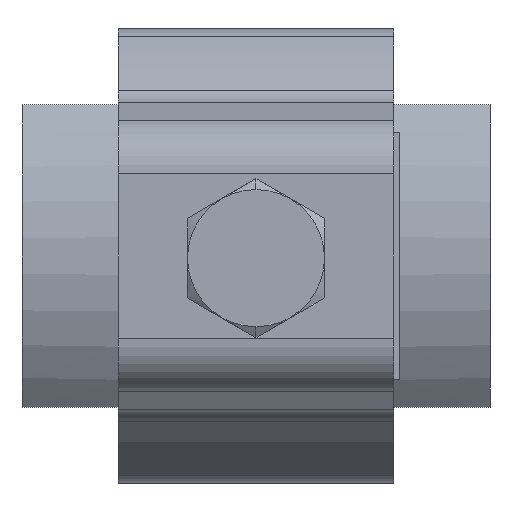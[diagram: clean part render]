
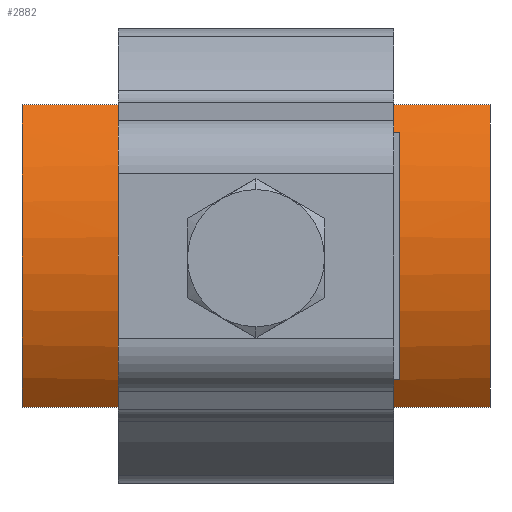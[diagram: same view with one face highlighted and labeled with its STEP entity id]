
A CAD part, front view. The second image highlights one B-rep face of the part: STEP entity #2882.
In plain terms, the highlighted cylindrical face has radius 17 mm (diameter 34 mm), a partial arc.
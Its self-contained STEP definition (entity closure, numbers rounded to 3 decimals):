
#2689=CARTESIAN_POINT('',(16.,-15.,-17.));
#2690=DIRECTION('',(0.,0.,1.));
#2691=DIRECTION('',(0.647,0.762,0.));
#2692=AXIS2_PLACEMENT_3D('',#2689,#2690,#2691);
#2702=DIRECTION('',(0.,0.,1.));
#2703=VECTOR('',#2702,34.);
#2704=CARTESIAN_POINT('',(5.,-2.039,-17.));
#2705=LINE('',#2704,#2703);
#2706=DIRECTION('',(0.,0.,1.));
#2707=VECTOR('',#2706,34.);
#2708=CARTESIAN_POINT('',(27.,-2.039,-17.));
#2709=LINE('',#2708,#2707);
#2710=CARTESIAN_POINT('',(16.,-15.,10.39));
#2711=DIRECTION('',(0.,0.,1.));
#2712=DIRECTION('',(0.529,0.848,0.));
#2713=AXIS2_PLACEMENT_3D('',#2710,#2711,#2712);
#2715=DIRECTION('',(0.,0.,1.));
#2716=VECTOR('',#2715,20.);
#2717=CARTESIAN_POINT('',(25.,-0.578,-9.61));
#2718=LINE('',#2717,#2716);
#2719=CARTESIAN_POINT('',(16.,-15.,-9.61));
#2720=DIRECTION('',(0.,0.,1.));
#2721=DIRECTION('',(0.529,0.848,0.));
#2722=AXIS2_PLACEMENT_3D('',#2719,#2720,#2721);
#2724=DIRECTION('',(0.,0.,1.));
#2725=VECTOR('',#2724,20.);
#2726=CARTESIAN_POINT('',(7.,-0.578,-9.61));
#2727=LINE('',#2726,#2725);
#2741=CARTESIAN_POINT('',(16.,-15.,17.));
#2742=DIRECTION('',(0.,0.,1.));
#2743=DIRECTION('',(0.647,0.762,0.));
#2744=AXIS2_PLACEMENT_3D('',#2741,#2742,#2743);
#2786=CARTESIAN_POINT('',(27.,-2.039,-17.));
#2787=VERTEX_POINT('',#2786);
#2788=CARTESIAN_POINT('',(5.,-2.039,-17.));
#2789=VERTEX_POINT('',#2788);
#2794=CARTESIAN_POINT('',(27.,-2.039,17.));
#2795=VERTEX_POINT('',#2794);
#2796=CARTESIAN_POINT('',(5.,-2.039,17.));
#2797=VERTEX_POINT('',#2796);
#2806=CARTESIAN_POINT('',(25.,-0.578,10.39));
#2807=CARTESIAN_POINT('',(7.,-0.578,10.39));
#2808=VERTEX_POINT('',#2806);
#2809=VERTEX_POINT('',#2807);
#2810=CARTESIAN_POINT('',(7.,-0.578,-9.61));
#2811=VERTEX_POINT('',#2810);
#2812=CARTESIAN_POINT('',(25.,-0.578,-9.61));
#2813=VERTEX_POINT('',#2812);
#2859=CARTESIAN_POINT('',(16.,-15.,-17.));
#2860=DIRECTION('',(0.,0.,1.));
#2861=DIRECTION('',(1.,0.,0.));
#2862=AXIS2_PLACEMENT_3D('',#2859,#2860,#2861);
#2863=CYLINDRICAL_SURFACE('',#2862,17.);
#2864=ORIENTED_EDGE('',*,*,#2823,.F.);
#2866=ORIENTED_EDGE('',*,*,#2865,.T.);
#2868=ORIENTED_EDGE('',*,*,#2867,.T.);
#2869=ORIENTED_EDGE('',*,*,#2851,.F.);
#2870=EDGE_LOOP('',(#2864,#2866,#2868,#2869));
#2871=FACE_OUTER_BOUND('',#2870,.F.);
#2873=ORIENTED_EDGE('',*,*,#2872,.F.);
#2875=ORIENTED_EDGE('',*,*,#2874,.F.);
#2877=ORIENTED_EDGE('',*,*,#2876,.T.);
#2879=ORIENTED_EDGE('',*,*,#2878,.T.);
#2880=EDGE_LOOP('',(#2873,#2875,#2877,#2879));
#2881=FACE_BOUND('',#2880,.F.);
#2882=ADVANCED_FACE('',(#2871,#2881),#2863,.T.);
#2693=CIRCLE('',#2692,17.);
#2714=CIRCLE('',#2713,17.);
#2723=CIRCLE('',#2722,17.);
#2745=CIRCLE('',#2744,17.);
#2823=EDGE_CURVE('',#2787,#2789,#2693,.T.);
#2851=EDGE_CURVE('',#2789,#2797,#2705,.T.);
#2865=EDGE_CURVE('',#2787,#2795,#2709,.T.);
#2867=EDGE_CURVE('',#2795,#2797,#2745,.T.);
#2872=EDGE_CURVE('',#2808,#2809,#2714,.T.);
#2874=EDGE_CURVE('',#2813,#2808,#2718,.T.);
#2876=EDGE_CURVE('',#2813,#2811,#2723,.T.);
#2878=EDGE_CURVE('',#2811,#2809,#2727,.T.);
